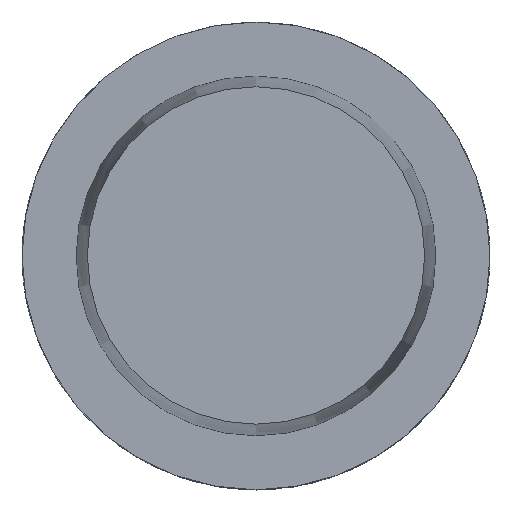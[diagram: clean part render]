
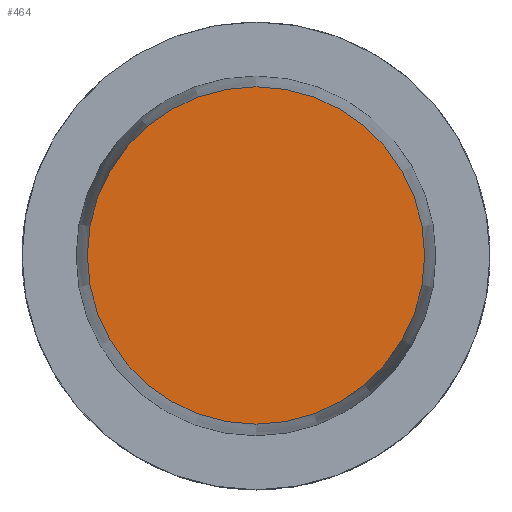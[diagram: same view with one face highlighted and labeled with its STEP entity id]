
A CAD part, top view. The second image highlights one B-rep face of the part: STEP entity #464.
In plain terms, the highlighted planar face has unit normal (0, 0, 1).
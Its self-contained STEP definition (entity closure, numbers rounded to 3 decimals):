
#453=EDGE_CURVE('240[2]',#971,#971,#972,.T.);
#464=ADVANCED_FACE('240[2]',(#983),#984,.T.);
#971=VERTEX_POINT('',#1814);
#972=CIRCLE('',#1815,22.715);
#983=FACE_OUTER_BOUND('',#1833,.T.);
#984=PLANE('',#1834);
#1814=CARTESIAN_POINT('',(0.,-22.715,32.0));
#1815=AXIS2_PLACEMENT_3D('',#2563,#2564,#2565);
#1833=EDGE_LOOP('',(#2575));
#1834=AXIS2_PLACEMENT_3D('',#2576,#2577,#2578);
#2563=CARTESIAN_POINT('',(0.,0.,32.0));
#2564=DIRECTION('',(0.,0.,-1.0));
#2565=DIRECTION('',(0.,-1.0,0.));
#2575=ORIENTED_EDGE('',*,*,#453,.F.);
#2576=CARTESIAN_POINT('',(0.,-11.357,32.0));
#2577=DIRECTION('',(0.,0.,1.0));
#2578=DIRECTION('',(1.0,0.,0.0));
